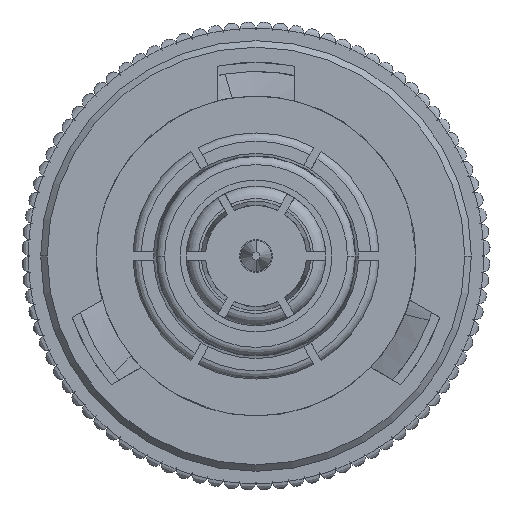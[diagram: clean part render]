
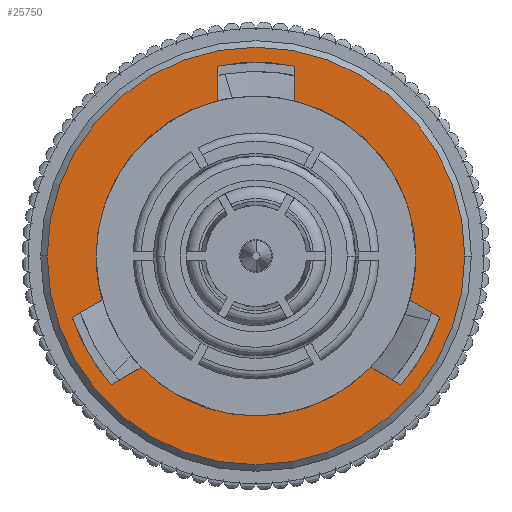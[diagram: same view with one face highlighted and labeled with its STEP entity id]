
A CAD part, left-side view. The second image highlights one B-rep face of the part: STEP entity #25750.
In plain terms, the highlighted face is planar.
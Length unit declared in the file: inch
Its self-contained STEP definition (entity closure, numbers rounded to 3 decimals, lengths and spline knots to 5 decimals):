
#88 = EDGE_CURVE ( 'NONE', #5402, #24818, #28569, .T. ) ;
#125 = CIRCLE ( 'NONE', #5442, 0.195 ) ;
#482 = AXIS2_PLACEMENT_3D ( 'NONE', #21523, #23695, #26177 ) ;
#501 = CIRCLE ( 'NONE', #482, 0.23622 ) ;
#821 = EDGE_CURVE ( 'NONE', #16873, #14085, #501, .T. ) ;
#863 = ORIENTED_EDGE ( 'NONE', *, *, #28224, .T. ) ;
#1361 = CARTESIAN_POINT ( 'NONE',  ( 0., 0.18913, 0.0475 ) ) ;
#1439 = CARTESIAN_POINT ( 'NONE',  ( 0., -0.15683, 0.17664 ) ) ;
#1533 = ORIENTED_EDGE ( 'NONE', *, *, #88, .F. ) ;
#1603 = ORIENTED_EDGE ( 'NONE', *, *, #30103, .F. ) ;
#1606 = DIRECTION ( 'NONE',  ( 0., 0., 1. ) ) ;
#1682 = FACE_OUTER_BOUND ( 'NONE', #29992, .T. ) ;
#1875 = DIRECTION ( 'NONE',  ( -1., 0., 0. ) ) ;
#1910 = CARTESIAN_POINT ( 'NONE',  ( 0., -0.15683, -0.17664 ) ) ;
#2195 = DIRECTION ( 'NONE',  ( 0., 1., 0. ) ) ;
#2319 = EDGE_LOOP ( 'NONE', ( #14557, #863, #22588, #27630, #18105, #15299, #13236, #1533, #13007, #31764, #22401, #1603, #19754, #8604 ) ) ;
#2640 = DIRECTION ( 'NONE',  ( 0., 0., 1. ) ) ;
#2989 = CARTESIAN_POINT ( 'NONE',  ( 0., 0.2314, 0.0475 ) ) ;
#3486 = VECTOR ( 'NONE', #9521, 39.37008 ) ;
#3789 = CARTESIAN_POINT ( 'NONE',  ( 0., -0.15683, -0.17664 ) ) ;
#4047 = CARTESIAN_POINT ( 'NONE',  ( 0., -0.07456, 0.22414 ) ) ;
#4180 = FACE_BOUND ( 'NONE', #2319, .T. ) ;
#4409 = EDGE_CURVE ( 'NONE', #24572, #31681, #8237, .T. ) ;
#4844 = DIRECTION ( 'NONE',  ( 0., 0., 1. ) ) ;
#5181 = EDGE_CURVE ( 'NONE', #24818, #17887, #16266, .T. ) ;
#5298 = VERTEX_POINT ( 'NONE', #11603 ) ;
#5402 = VERTEX_POINT ( 'NONE', #15020 ) ;
#5442 = AXIS2_PLACEMENT_3D ( 'NONE', #29787, #1875, #4844 ) ;
#5650 = LINE ( 'NONE', #2989, #3486 ) ;
#6455 = AXIS2_PLACEMENT_3D ( 'NONE', #13497, #30800, #21145 ) ;
#6791 = EDGE_CURVE ( 'NONE', #17817, #16873, #17946, .T. ) ;
#7257 = VERTEX_POINT ( 'NONE', #7817 ) ;
#7290 = CARTESIAN_POINT ( 'NONE',  ( 0., 0., 0.195 ) ) ;
#7510 = CARTESIAN_POINT ( 'NONE',  ( 0., 0.2314, -0.0475 ) ) ;
#7516 = VECTOR ( 'NONE', #23908, 39.37008 ) ;
#7744 = CARTESIAN_POINT ( 'NONE',  ( 0., -0.07456, -0.22414 ) ) ;
#7817 = CARTESIAN_POINT ( 'NONE',  ( 0., -0.05343, -0.18754 ) ) ;
#8211 = AXIS2_PLACEMENT_3D ( 'NONE', #26610, #13994, #26782 ) ;
#8220 = VERTEX_POINT ( 'NONE', #25324 ) ;
#8237 = CIRCLE ( 'NONE', #23095, 0.195 ) ;
#8302 = CARTESIAN_POINT ( 'NONE',  ( 0., 0., 0. ) ) ;
#8604 = ORIENTED_EDGE ( 'NONE', *, *, #6791, .F. ) ;
#9082 = CIRCLE ( 'NONE', #21288, 0.2545 ) ;
#9521 = DIRECTION ( 'NONE',  ( 0., -1., 0. ) ) ;
#10158 = VERTEX_POINT ( 'NONE', #16946 ) ;
#10206 = DIRECTION ( 'NONE',  ( 0., 0., 1. ) ) ;
#10788 = EDGE_CURVE ( 'NONE', #22817, #10158, #22004, .T. ) ;
#10891 = CARTESIAN_POINT ( 'NONE',  ( 0., 0., 0. ) ) ;
#11215 = DIRECTION ( 'NONE',  ( -1., 0., 0. ) ) ;
#11603 = CARTESIAN_POINT ( 'NONE',  ( 0., -0.1357, -0.14004 ) ) ;
#11611 = EDGE_CURVE ( 'NONE', #8220, #24572, #27615, .T. ) ;
#11696 = DIRECTION ( 'NONE',  ( 0., 0., 1. ) ) ;
#11823 = VERTEX_POINT ( 'NONE', #27177 ) ;
#11959 = ORIENTED_EDGE ( 'NONE', *, *, #10788, .F. ) ;
#12030 = EDGE_CURVE ( 'NONE', #10158, #22817, #9082, .T. ) ;
#12046 = DIRECTION ( 'NONE',  ( 0., -0.5, -0.866 ) ) ;
#12267 = AXIS2_PLACEMENT_3D ( 'NONE', #18890, #31727, #1606 ) ;
#13007 = ORIENTED_EDGE ( 'NONE', *, *, #30050, .F. ) ;
#13236 = ORIENTED_EDGE ( 'NONE', *, *, #5181, .F. ) ;
#13497 = CARTESIAN_POINT ( 'NONE',  ( 0., 0., 0. ) ) ;
#13766 = CARTESIAN_POINT ( 'NONE',  ( 0., -0.15683, 0.17664 ) ) ;
#13814 = CIRCLE ( 'NONE', #16453, 0.195 ) ;
#13994 = DIRECTION ( 'NONE',  ( -1., 0., 0. ) ) ;
#14032 = CARTESIAN_POINT ( 'NONE',  ( 0., -0.1357, 0.14004 ) ) ;
#14085 = VERTEX_POINT ( 'NONE', #28474 ) ;
#14304 = DIRECTION ( 'NONE',  ( -1., 0., 0. ) ) ;
#14557 = ORIENTED_EDGE ( 'NONE', *, *, #29678, .T. ) ;
#15020 = CARTESIAN_POINT ( 'NONE',  ( 0., -0.07456, 0.22414 ) ) ;
#15299 = ORIENTED_EDGE ( 'NONE', *, *, #17932, .T. ) ;
#15517 = VECTOR ( 'NONE', #12046, 39.37008 ) ;
#15570 = DIRECTION ( 'NONE',  ( -1., 0., 0. ) ) ;
#16056 = AXIS2_PLACEMENT_3D ( 'NONE', #23795, #14304, #29619 ) ;
#16266 = LINE ( 'NONE', #13766, #7516 ) ;
#16453 = AXIS2_PLACEMENT_3D ( 'NONE', #24333, #26969, #11696 ) ;
#16658 = DIRECTION ( 'NONE',  ( 0., -0.5, 0.866 ) ) ;
#16873 = VERTEX_POINT ( 'NONE', #31286 ) ;
#16946 = CARTESIAN_POINT ( 'NONE',  ( 0., 0., -0.2545 ) ) ;
#17817 = VERTEX_POINT ( 'NONE', #24176 ) ;
#17887 = VERTEX_POINT ( 'NONE', #14032 ) ;
#17932 = EDGE_CURVE ( 'NONE', #5298, #17887, #13814, .T. ) ;
#17946 = LINE ( 'NONE', #7510, #22973 ) ;
#18105 = ORIENTED_EDGE ( 'NONE', *, *, #21084, .F. ) ;
#18122 = CIRCLE ( 'NONE', #6455, 0.23622 ) ;
#18348 = AXIS2_PLACEMENT_3D ( 'NONE', #30004, #25159, #10206 ) ;
#18791 = PLANE ( 'NONE',  #16056 ) ;
#18890 = CARTESIAN_POINT ( 'NONE',  ( 0., 0., 0. ) ) ;
#19307 = LINE ( 'NONE', #4047, #19429 ) ;
#19429 = VECTOR ( 'NONE', #16658, 39.37008 ) ;
#19478 = CARTESIAN_POINT ( 'NONE',  ( 0., 0., 0.2545 ) ) ;
#19645 = EDGE_CURVE ( 'NONE', #21801, #28103, #18122, .T. ) ;
#19754 = ORIENTED_EDGE ( 'NONE', *, *, #821, .F. ) ;
#20902 = DIRECTION ( 'NONE',  ( 1., 0., 0. ) ) ;
#21027 = DIRECTION ( 'NONE',  ( 0., 0., 1. ) ) ;
#21084 = EDGE_CURVE ( 'NONE', #5298, #21801, #24665, .T. ) ;
#21145 = DIRECTION ( 'NONE',  ( 0., 0., 1. ) ) ;
#21288 = AXIS2_PLACEMENT_3D ( 'NONE', #10891, #11215, #21027 ) ;
#21523 = CARTESIAN_POINT ( 'NONE',  ( 0., 0., 0. ) ) ;
#21546 = VECTOR ( 'NONE', #24476, 39.37008 ) ;
#21585 = ORIENTED_EDGE ( 'NONE', *, *, #12030, .F. ) ;
#21801 = VERTEX_POINT ( 'NONE', #3789 ) ;
#22004 = CIRCLE ( 'NONE', #8211, 0.2545 ) ;
#22401 = ORIENTED_EDGE ( 'NONE', *, *, #4409, .T. ) ;
#22588 = ORIENTED_EDGE ( 'NONE', *, *, #31376, .F. ) ;
#22817 = VERTEX_POINT ( 'NONE', #19478 ) ;
#22973 = VECTOR ( 'NONE', #2195, 39.37008 ) ;
#23095 = AXIS2_PLACEMENT_3D ( 'NONE', #32569, #15570, #2640 ) ;
#23695 = DIRECTION ( 'NONE',  ( 1., 0., 0. ) ) ;
#23795 = CARTESIAN_POINT ( 'NONE',  ( 0., 0.195, 0. ) ) ;
#23908 = DIRECTION ( 'NONE',  ( 0., 0.5, -0.866 ) ) ;
#24176 = CARTESIAN_POINT ( 'NONE',  ( 0., 0.18913, -0.0475 ) ) ;
#24333 = CARTESIAN_POINT ( 'NONE',  ( 0., 0., 0. ) ) ;
#24476 = DIRECTION ( 'NONE',  ( 0., 0.5, 0.866 ) ) ;
#24572 = VERTEX_POINT ( 'NONE', #7290 ) ;
#24665 = LINE ( 'NONE', #1910, #15517 ) ;
#24818 = VERTEX_POINT ( 'NONE', #1439 ) ;
#25159 = DIRECTION ( 'NONE',  ( -1., 0., 0. ) ) ;
#25271 = CIRCLE ( 'NONE', #18348, 0.195 ) ;
#25324 = CARTESIAN_POINT ( 'NONE',  ( 0., -0.05343, 0.18754 ) ) ;
#25750 = ADVANCED_FACE ( 'NONE', ( #1682, #4180 ), #18791, .F. ) ;
#26177 = DIRECTION ( 'NONE',  ( 0., 0., 1. ) ) ;
#26610 = CARTESIAN_POINT ( 'NONE',  ( 0., 0., 0. ) ) ;
#26634 = LINE ( 'NONE', #32158, #21546 ) ;
#26782 = DIRECTION ( 'NONE',  ( 0., 0., 1. ) ) ;
#26969 = DIRECTION ( 'NONE',  ( -1., 0., 0. ) ) ;
#27177 = CARTESIAN_POINT ( 'NONE',  ( 0., 0., -0.195 ) ) ;
#27615 = CIRCLE ( 'NONE', #12267, 0.195 ) ;
#27630 = ORIENTED_EDGE ( 'NONE', *, *, #19645, .F. ) ;
#28103 = VERTEX_POINT ( 'NONE', #7744 ) ;
#28224 = EDGE_CURVE ( 'NONE', #11823, #7257, #125, .T. ) ;
#28474 = CARTESIAN_POINT ( 'NONE',  ( 0., 0.2314, 0.0475 ) ) ;
#28556 = DIRECTION ( 'NONE',  ( 0., 0., 1. ) ) ;
#28569 = CIRCLE ( 'NONE', #29107, 0.23622 ) ;
#29107 = AXIS2_PLACEMENT_3D ( 'NONE', #8302, #20902, #28556 ) ;
#29619 = DIRECTION ( 'NONE',  ( 0., 0., 1. ) ) ;
#29678 = EDGE_CURVE ( 'NONE', #17817, #11823, #25271, .T. ) ;
#29787 = CARTESIAN_POINT ( 'NONE',  ( 0., 0., 0. ) ) ;
#29992 = EDGE_LOOP ( 'NONE', ( #11959, #21585 ) ) ;
#30004 = CARTESIAN_POINT ( 'NONE',  ( 0., 0., 0. ) ) ;
#30050 = EDGE_CURVE ( 'NONE', #8220, #5402, #19307, .T. ) ;
#30103 = EDGE_CURVE ( 'NONE', #14085, #31681, #5650, .T. ) ;
#30800 = DIRECTION ( 'NONE',  ( 1., 0., 0. ) ) ;
#31286 = CARTESIAN_POINT ( 'NONE',  ( 0., 0.2314, -0.0475 ) ) ;
#31376 = EDGE_CURVE ( 'NONE', #28103, #7257, #26634, .T. ) ;
#31681 = VERTEX_POINT ( 'NONE', #1361 ) ;
#31727 = DIRECTION ( 'NONE',  ( -1., 0., 0. ) ) ;
#31764 = ORIENTED_EDGE ( 'NONE', *, *, #11611, .T. ) ;
#32158 = CARTESIAN_POINT ( 'NONE',  ( 0., -0.07456, -0.22414 ) ) ;
#32569 = CARTESIAN_POINT ( 'NONE',  ( 0., 0., 0. ) ) ;
